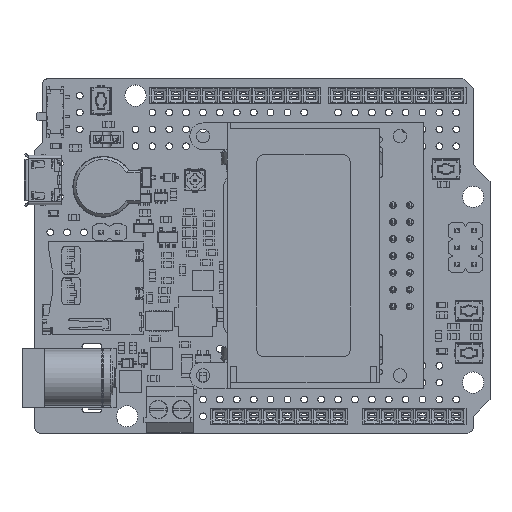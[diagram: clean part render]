
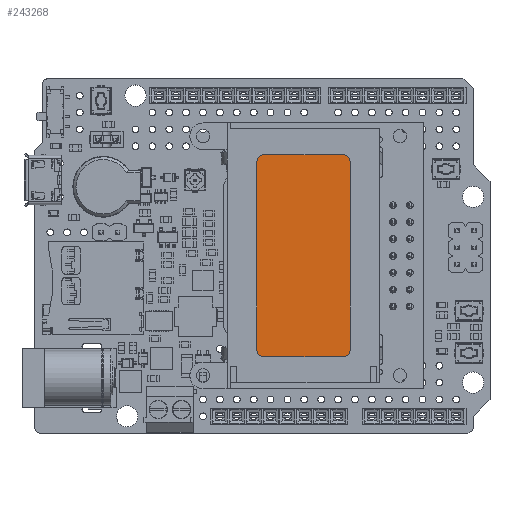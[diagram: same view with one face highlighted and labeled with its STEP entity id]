
A CAD part, top view. The second image highlights one B-rep face of the part: STEP entity #243268.
In plain terms, the highlighted planar face has unit normal (0, 0, 1).
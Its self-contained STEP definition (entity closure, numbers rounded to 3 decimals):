
#5090 = DIRECTION ( 'NONE',  ( 0., 0., 1. ) ) ;
#11885 = LINE ( 'NONE', #44161, #278472 ) ;
#14343 = VERTEX_POINT ( 'NONE', #171632 ) ;
#18015 = CARTESIAN_POINT ( 'NONE',  ( 34.515, 41.87, 17.825 ) ) ;
#18936 = DIRECTION ( 'NONE',  ( 0., 0., 1. ) ) ;
#21342 = ORIENTED_EDGE ( 'NONE', *, *, #135223, .T. ) ;
#28646 = VERTEX_POINT ( 'NONE', #268953 ) ;
#31526 = CARTESIAN_POINT ( 'NONE',  ( 46.515, 12.47, 17.825 ) ) ;
#32618 = EDGE_CURVE ( 'NONE', #28646, #14343, #11885, .T. ) ;
#36798 = ORIENTED_EDGE ( 'NONE', *, *, #206637, .T. ) ;
#44161 = CARTESIAN_POINT ( 'NONE',  ( 33.515, 12.47, 17.825 ) ) ;
#48584 = CIRCLE ( 'NONE', #171929, 1. ) ;
#55952 = CARTESIAN_POINT ( 'NONE',  ( 46.515, 12.47, 17.825 ) ) ;
#59916 = ORIENTED_EDGE ( 'NONE', *, *, #32618, .T. ) ;
#63559 = EDGE_CURVE ( 'NONE', #272475, #28646, #181988, .T. ) ;
#64591 = VERTEX_POINT ( 'NONE', #242555 ) ;
#75280 = CARTESIAN_POINT ( 'NONE',  ( 46.515, 40.87, 17.825 ) ) ;
#77653 = EDGE_CURVE ( 'NONE', #97512, #64591, #327665, .T. ) ;
#81292 = EDGE_LOOP ( 'NONE', ( #289521, #93689, #266741, #21342, #287679, #59916, #231904, #36798 ) ) ;
#93689 = ORIENTED_EDGE ( 'NONE', *, *, #77653, .T. ) ;
#97512 = VERTEX_POINT ( 'NONE', #168384 ) ;
#99916 = DIRECTION ( 'NONE',  ( 0., 0., 1. ) ) ;
#109376 = DIRECTION ( 'NONE',  ( 0., 0., -1. ) ) ;
#116207 = CARTESIAN_POINT ( 'NONE',  ( 34.515, 11.47, 17.825 ) ) ;
#121206 = VECTOR ( 'NONE', #162374, 1000. ) ;
#135223 = EDGE_CURVE ( 'NONE', #189593, #272475, #226098, .T. ) ;
#138551 = CIRCLE ( 'NONE', #252893, 1. ) ;
#144121 = VERTEX_POINT ( 'NONE', #116207 ) ;
#153255 = DIRECTION ( 'NONE',  ( 1., 0., 0. ) ) ;
#155822 = DIRECTION ( 'NONE',  ( 1., 0., 0. ) ) ;
#159907 = DIRECTION ( 'NONE',  ( 1., 0., 0. ) ) ;
#162374 = DIRECTION ( 'NONE',  ( -1., 0., 0. ) ) ;
#163343 = EDGE_CURVE ( 'NONE', #14343, #144121, #48584, .T. ) ;
#166689 = VERTEX_POINT ( 'NONE', #171668 ) ;
#168384 = CARTESIAN_POINT ( 'NONE',  ( 47.515, 12.47, 17.825 ) ) ;
#171632 = CARTESIAN_POINT ( 'NONE',  ( 33.515, 12.47, 17.825 ) ) ;
#171668 = CARTESIAN_POINT ( 'NONE',  ( 46.515, 11.47, 17.825 ) ) ;
#171929 = AXIS2_PLACEMENT_3D ( 'NONE', #254682, #99916, #175757 ) ;
#175757 = DIRECTION ( 'NONE',  ( -1., 0., 0. ) ) ;
#177369 = AXIS2_PLACEMENT_3D ( 'NONE', #31526, #109376, #155822 ) ;
#179546 = CARTESIAN_POINT ( 'NONE',  ( 46.515, 41.87, 17.825 ) ) ;
#181988 = CIRCLE ( 'NONE', #244017, 1. ) ;
#186230 = PLANE ( 'NONE',  #177369 ) ;
#189593 = VERTEX_POINT ( 'NONE', #179546 ) ;
#202876 = CARTESIAN_POINT ( 'NONE',  ( 34.515, 40.87, 17.825 ) ) ;
#204622 = DIRECTION ( 'NONE',  ( 0., 1., 0. ) ) ;
#206637 = EDGE_CURVE ( 'NONE', #144121, #166689, #256703, .T. ) ;
#209441 = EDGE_CURVE ( 'NONE', #64591, #189593, #138551, .T. ) ;
#226098 = LINE ( 'NONE', #313815, #121206 ) ;
#228594 = EDGE_CURVE ( 'NONE', #166689, #97512, #298425, .T. ) ;
#229531 = CARTESIAN_POINT ( 'NONE',  ( 47.515, 12.47, 17.825 ) ) ;
#231904 = ORIENTED_EDGE ( 'NONE', *, *, #163343, .T. ) ;
#235002 = AXIS2_PLACEMENT_3D ( 'NONE', #55952, #5090, #159907 ) ;
#236628 = VECTOR ( 'NONE', #261027, 1000. ) ;
#242555 = CARTESIAN_POINT ( 'NONE',  ( 47.515, 40.87, 17.825 ) ) ;
#243268 = ADVANCED_FACE ( 'NONE', ( #305423 ), #186230, .F. ) ;
#244017 = AXIS2_PLACEMENT_3D ( 'NONE', #202876, #18936, #277451 ) ;
#252893 = AXIS2_PLACEMENT_3D ( 'NONE', #75280, #281877, #153255 ) ;
#254682 = CARTESIAN_POINT ( 'NONE',  ( 34.515, 12.47, 17.825 ) ) ;
#256703 = LINE ( 'NONE', #285887, #236628 ) ;
#261027 = DIRECTION ( 'NONE',  ( 1., 0., 0. ) ) ;
#266741 = ORIENTED_EDGE ( 'NONE', *, *, #209441, .T. ) ;
#268953 = CARTESIAN_POINT ( 'NONE',  ( 33.515, 40.87, 17.825 ) ) ;
#272475 = VERTEX_POINT ( 'NONE', #18015 ) ;
#277451 = DIRECTION ( 'NONE',  ( 1., 0., 0. ) ) ;
#278472 = VECTOR ( 'NONE', #331062, 1000. ) ;
#281877 = DIRECTION ( 'NONE',  ( 0., 0., 1. ) ) ;
#285887 = CARTESIAN_POINT ( 'NONE',  ( 46.515, 11.47, 17.825 ) ) ;
#287679 = ORIENTED_EDGE ( 'NONE', *, *, #63559, .T. ) ;
#289521 = ORIENTED_EDGE ( 'NONE', *, *, #228594, .T. ) ;
#298425 = CIRCLE ( 'NONE', #235002, 1. ) ;
#299515 = VECTOR ( 'NONE', #204622, 1000. ) ;
#305423 = FACE_OUTER_BOUND ( 'NONE', #81292, .T. ) ;
#313815 = CARTESIAN_POINT ( 'NONE',  ( 46.515, 41.87, 17.825 ) ) ;
#327665 = LINE ( 'NONE', #229531, #299515 ) ;
#331062 = DIRECTION ( 'NONE',  ( 0., -1., 0. ) ) ;
